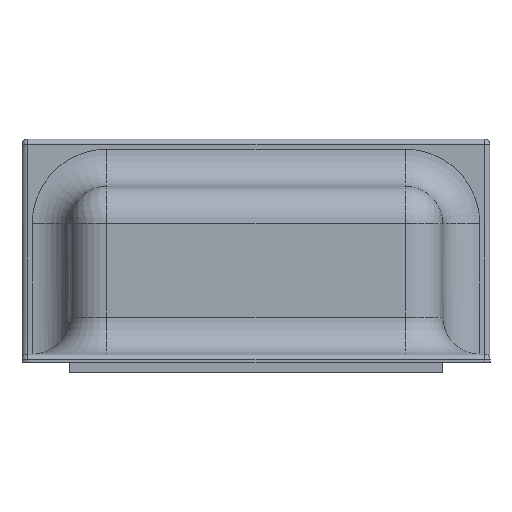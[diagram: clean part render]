
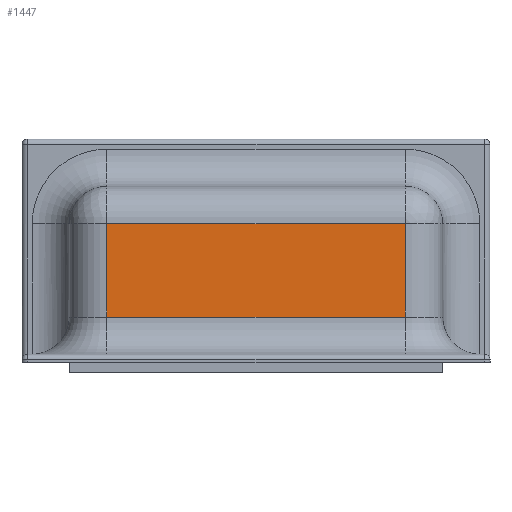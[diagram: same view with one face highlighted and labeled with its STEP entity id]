
A CAD part, left-side view. The second image highlights one B-rep face of the part: STEP entity #1447.
In plain terms, the highlighted planar face has unit normal (-1, 0, 0).
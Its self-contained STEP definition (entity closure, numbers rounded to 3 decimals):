
#67=PLANE('',#1624);
#144=FACE_OUTER_BOUND('',#236,.T.);
#236=EDGE_LOOP('',(#1209,#1210,#1211,#1212));
#338=LINE('',#2558,#452);
#343=LINE('',#2580,#457);
#345=LINE('',#2583,#459);
#353=LINE('',#2605,#467);
#452=VECTOR('',#1957,10.);
#457=VECTOR('',#1984,10.);
#459=VECTOR('',#1988,10.);
#467=VECTOR('',#2018,10.);
#667=VERTEX_POINT('',#2536);
#669=VERTEX_POINT('',#2542);
#673=VERTEX_POINT('',#2551);
#681=VERTEX_POINT('',#2575);
#844=EDGE_CURVE('',#673,#667,#338,.T.);
#856=EDGE_CURVE('',#669,#681,#343,.T.);
#858=EDGE_CURVE('',#681,#673,#345,.T.);
#870=EDGE_CURVE('',#667,#669,#353,.T.);
#1209=ORIENTED_EDGE('',*,*,#856,.F.);
#1210=ORIENTED_EDGE('',*,*,#870,.F.);
#1211=ORIENTED_EDGE('',*,*,#844,.F.);
#1212=ORIENTED_EDGE('',*,*,#858,.F.);
#1447=ADVANCED_FACE('',(#144),#67,.T.);
#1624=AXIS2_PLACEMENT_3D('',#2613,#2030,#2031);
#1957=DIRECTION('',(0.,0.,-1.));
#1984=DIRECTION('',(0.,0.,1.));
#1988=DIRECTION('',(0.,-1.,0.));
#2018=DIRECTION('',(0.,1.,0.));
#2030=DIRECTION('center_axis',(-1.,0.,0.));
#2031=DIRECTION('ref_axis',(0.,-1.,0.));
#2536=CARTESIAN_POINT('',(334.4,-18.086,-30.));
#2542=CARTESIAN_POINT('',(334.4,61.914,-30.));
#2551=CARTESIAN_POINT('',(334.4,-18.086,-5.));
#2558=CARTESIAN_POINT('',(334.4,-18.086,-45.));
#2575=CARTESIAN_POINT('',(334.4,61.914,-5.));
#2580=CARTESIAN_POINT('',(334.4,61.914,-45.));
#2583=CARTESIAN_POINT('',(334.4,46.914,-5.));
#2605=CARTESIAN_POINT('',(334.4,46.914,-30.));
#2613=CARTESIAN_POINT('Origin',(334.4,71.914,-45.));
